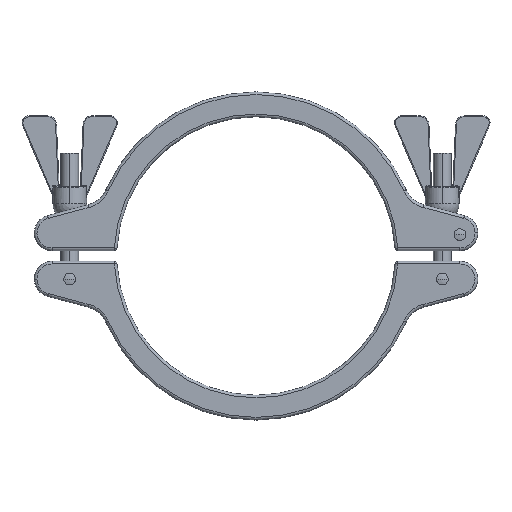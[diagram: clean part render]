
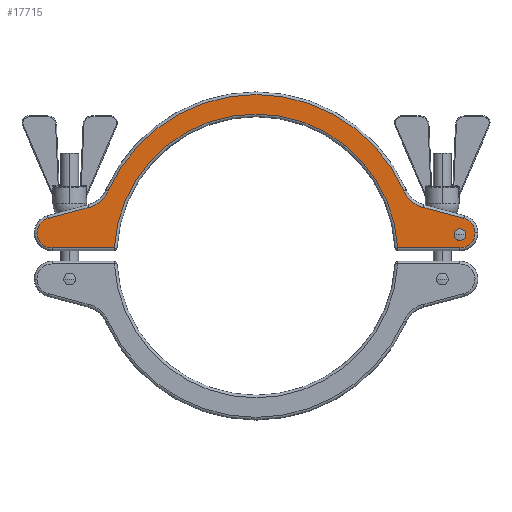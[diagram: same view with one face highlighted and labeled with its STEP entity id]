
A CAD part, top view. The second image highlights one B-rep face of the part: STEP entity #17715.
In plain terms, the highlighted planar face has unit normal (0, 0, 1).
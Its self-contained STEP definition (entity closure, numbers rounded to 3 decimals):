
#66 = DIRECTION ( 'NONE',  ( 0., 0., 1. ) ) ;
#174 = CARTESIAN_POINT ( 'NONE',  ( 111.7, 12., 12. ) ) ;
#566 = AXIS2_PLACEMENT_3D ( 'NONE', #3553, #17887, #9468 ) ;
#694 = CARTESIAN_POINT ( 'NONE',  ( 118.3, 12., 12. ) ) ;
#788 = ORIENTED_EDGE ( 'NONE', *, *, #5004, .T. ) ;
#1108 = CARTESIAN_POINT ( 'NONE',  ( 115., 12., 12. ) ) ;
#1250 = VERTEX_POINT ( 'NONE', #7897 ) ;
#1264 = VERTEX_POINT ( 'NONE', #13717 ) ;
#1291 = CIRCLE ( 'NONE', #12404, 91. ) ;
#1351 = ORIENTED_EDGE ( 'NONE', *, *, #12654, .T. ) ;
#1612 = VECTOR ( 'NONE', #6047, 1000. ) ;
#1618 = EDGE_LOOP ( 'NONE', ( #10213, #4872, #5441, #788, #11812, #5510, #1351, #6579, #8867, #4750, #5336 ) ) ;
#1803 = CARTESIAN_POINT ( 'NONE',  ( -94.108, 27.398, 12. ) ) ;
#2062 = CIRCLE ( 'NONE', #13765, 8.5 ) ;
#2152 = CARTESIAN_POINT ( 'NONE',  ( 0., 0., 12. ) ) ;
#2581 = CARTESIAN_POINT ( 'NONE',  ( -79.873, 4.5, 12. ) ) ;
#3279 = CARTESIAN_POINT ( 'NONE',  ( -78.443, 4.5, 12. ) ) ;
#3327 = VERTEX_POINT ( 'NONE', #11947 ) ;
#3477 = DIRECTION ( 'NONE',  ( 0., 0., -1. ) ) ;
#3553 = CARTESIAN_POINT ( 'NONE',  ( -98.378, 43.336, 12. ) ) ;
#3570 = CIRCLE ( 'NONE', #11664, 8.5 ) ;
#3692 = DIRECTION ( 'NONE',  ( 0., 0., 1. ) ) ;
#3754 = AXIS2_PLACEMENT_3D ( 'NONE', #4445, #18409, #5574 ) ;
#3770 = CARTESIAN_POINT ( 'NONE',  ( -115., 4.5, 12. ) ) ;
#3941 = VERTEX_POINT ( 'NONE', #3770 ) ;
#4188 = VERTEX_POINT ( 'NONE', #6820 ) ;
#4445 = CARTESIAN_POINT ( 'NONE',  ( 98.378, 43.336, 12. ) ) ;
#4650 = CIRCLE ( 'NONE', #3754, 16.5 ) ;
#4684 = LINE ( 'NONE', #11994, #7817 ) ;
#4717 = VERTEX_POINT ( 'NONE', #10829 ) ;
#4750 = ORIENTED_EDGE ( 'NONE', *, *, #15985, .T. ) ;
#4776 = LINE ( 'NONE', #3279, #6889 ) ;
#4872 = ORIENTED_EDGE ( 'NONE', *, *, #18176, .T. ) ;
#5004 = EDGE_CURVE ( 'NONE', #15327, #4717, #3570, .T. ) ;
#5098 = CARTESIAN_POINT ( 'NONE',  ( 0., 0., 12. ) ) ;
#5232 = VECTOR ( 'NONE', #12637, 1000. ) ;
#5336 = ORIENTED_EDGE ( 'NONE', *, *, #6153, .T. ) ;
#5441 = ORIENTED_EDGE ( 'NONE', *, *, #14733, .T. ) ;
#5510 = ORIENTED_EDGE ( 'NONE', *, *, #11414, .T. ) ;
#5574 = DIRECTION ( 'NONE',  ( 1., 0., 0. ) ) ;
#6047 = DIRECTION ( 'NONE',  ( -0.966, 0.259, 0. ) ) ;
#6153 = EDGE_CURVE ( 'NONE', #1250, #3941, #2062, .T. ) ;
#6502 = PLANE ( 'NONE',  #17205 ) ;
#6579 = ORIENTED_EDGE ( 'NONE', *, *, #17115, .T. ) ;
#6816 = EDGE_CURVE ( 'NONE', #4717, #14980, #16467, .T. ) ;
#6820 = CARTESIAN_POINT ( 'NONE',  ( 94.108, 27.398, 12. ) ) ;
#6889 = VECTOR ( 'NONE', #7596, 1000. ) ;
#7161 = EDGE_CURVE ( 'NONE', #3327, #12856, #14386, .T. ) ;
#7280 = EDGE_LOOP ( 'NONE', ( #7555, #8013 ) ) ;
#7555 = ORIENTED_EDGE ( 'NONE', *, *, #17291, .F. ) ;
#7596 = DIRECTION ( 'NONE',  ( 1., 0., 0. ) ) ;
#7604 = AXIS2_PLACEMENT_3D ( 'NONE', #18047, #16940, #8125 ) ;
#7705 = DIRECTION ( 'NONE',  ( 1., 0., 0. ) ) ;
#7793 = CIRCLE ( 'NONE', #15597, 80. ) ;
#7817 = VECTOR ( 'NONE', #9179, 1000. ) ;
#7897 = CARTESIAN_POINT ( 'NONE',  ( -117.2, 21.21, 12. ) ) ;
#8013 = ORIENTED_EDGE ( 'NONE', *, *, #11777, .F. ) ;
#8125 = DIRECTION ( 'NONE',  ( 1., 0., 0. ) ) ;
#8190 = FACE_OUTER_BOUND ( 'NONE', #1618, .T. ) ;
#8376 = AXIS2_PLACEMENT_3D ( 'NONE', #13577, #9341, #17773 ) ;
#8724 = DIRECTION ( 'NONE',  ( 1., 0., 0. ) ) ;
#8867 = ORIENTED_EDGE ( 'NONE', *, *, #7161, .T. ) ;
#9179 = DIRECTION ( 'NONE',  ( 1., 0., 0. ) ) ;
#9294 = VERTEX_POINT ( 'NONE', #2581 ) ;
#9341 = DIRECTION ( 'NONE',  ( 0., 0., 1. ) ) ;
#9468 = DIRECTION ( 'NONE',  ( 1., 0., 0. ) ) ;
#9542 = CARTESIAN_POINT ( 'NONE',  ( -117.2, 21.21, 12. ) ) ;
#10213 = ORIENTED_EDGE ( 'NONE', *, *, #13843, .T. ) ;
#10335 = CARTESIAN_POINT ( 'NONE',  ( 117.2, 21.21, 12. ) ) ;
#10817 = CARTESIAN_POINT ( 'NONE',  ( 115., 4.5, 12. ) ) ;
#10829 = CARTESIAN_POINT ( 'NONE',  ( 123.5, 13., 12. ) ) ;
#10902 = CARTESIAN_POINT ( 'NONE',  ( 115., 13., 12. ) ) ;
#11221 = VERTEX_POINT ( 'NONE', #694 ) ;
#11277 = VERTEX_POINT ( 'NONE', #18422 ) ;
#11414 = EDGE_CURVE ( 'NONE', #14980, #4188, #11951, .T. ) ;
#11495 = CIRCLE ( 'NONE', #7604, 3.3 ) ;
#11499 = DIRECTION ( 'NONE',  ( 1., 0., 0. ) ) ;
#11664 = AXIS2_PLACEMENT_3D ( 'NONE', #10902, #17826, #7705 ) ;
#11777 = EDGE_CURVE ( 'NONE', #11221, #15016, #14217, .T. ) ;
#11812 = ORIENTED_EDGE ( 'NONE', *, *, #6816, .T. ) ;
#11947 = CARTESIAN_POINT ( 'NONE',  ( -83.278, 36.684, 12. ) ) ;
#11951 = LINE ( 'NONE', #16179, #1612 ) ;
#11994 = CARTESIAN_POINT ( 'NONE',  ( 115., 4.5, 12. ) ) ;
#12404 = AXIS2_PLACEMENT_3D ( 'NONE', #14243, #18519, #11499 ) ;
#12637 = DIRECTION ( 'NONE',  ( -0.966, -0.259, 0. ) ) ;
#12654 = EDGE_CURVE ( 'NONE', #4188, #11277, #4650, .T. ) ;
#12856 = VERTEX_POINT ( 'NONE', #1803 ) ;
#13029 = AXIS2_PLACEMENT_3D ( 'NONE', #1108, #13993, #17164 ) ;
#13577 = CARTESIAN_POINT ( 'NONE',  ( 115., 13., 12. ) ) ;
#13651 = FACE_BOUND ( 'NONE', #7280, .T. ) ;
#13717 = CARTESIAN_POINT ( 'NONE',  ( 79.873, 4.5, 12. ) ) ;
#13765 = AXIS2_PLACEMENT_3D ( 'NONE', #16133, #66, #14553 ) ;
#13843 = EDGE_CURVE ( 'NONE', #3941, #9294, #4776, .T. ) ;
#13993 = DIRECTION ( 'NONE',  ( 0., 0., 1. ) ) ;
#14217 = CIRCLE ( 'NONE', #13029, 3.3 ) ;
#14243 = CARTESIAN_POINT ( 'NONE',  ( 0., 0., 12. ) ) ;
#14386 = CIRCLE ( 'NONE', #566, 16.5 ) ;
#14553 = DIRECTION ( 'NONE',  ( 1., 0., 0. ) ) ;
#14733 = EDGE_CURVE ( 'NONE', #1264, #15327, #4684, .T. ) ;
#14980 = VERTEX_POINT ( 'NONE', #10335 ) ;
#15016 = VERTEX_POINT ( 'NONE', #174 ) ;
#15327 = VERTEX_POINT ( 'NONE', #10817 ) ;
#15597 = AXIS2_PLACEMENT_3D ( 'NONE', #2152, #3477, #17815 ) ;
#15985 = EDGE_CURVE ( 'NONE', #12856, #1250, #18240, .T. ) ;
#16133 = CARTESIAN_POINT ( 'NONE',  ( -115., 13., 12. ) ) ;
#16179 = CARTESIAN_POINT ( 'NONE',  ( 94.108, 27.398, 12. ) ) ;
#16467 = CIRCLE ( 'NONE', #8376, 8.5 ) ;
#16940 = DIRECTION ( 'NONE',  ( 0., 0., 1. ) ) ;
#17115 = EDGE_CURVE ( 'NONE', #11277, #3327, #1291, .T. ) ;
#17164 = DIRECTION ( 'NONE',  ( 1., 0., 0. ) ) ;
#17205 = AXIS2_PLACEMENT_3D ( 'NONE', #5098, #3692, #8724 ) ;
#17291 = EDGE_CURVE ( 'NONE', #15016, #11221, #11495, .T. ) ;
#17715 = ADVANCED_FACE ( 'NONE', ( #8190, #13651 ), #6502, .T. ) ;
#17773 = DIRECTION ( 'NONE',  ( 1., 0., 0. ) ) ;
#17815 = DIRECTION ( 'NONE',  ( 1., 0., 0. ) ) ;
#17826 = DIRECTION ( 'NONE',  ( 0., 0., 1. ) ) ;
#17887 = DIRECTION ( 'NONE',  ( 0., 0., -1. ) ) ;
#18047 = CARTESIAN_POINT ( 'NONE',  ( 115., 12., 12. ) ) ;
#18176 = EDGE_CURVE ( 'NONE', #9294, #1264, #7793, .T. ) ;
#18240 = LINE ( 'NONE', #9542, #5232 ) ;
#18409 = DIRECTION ( 'NONE',  ( 0., 0., -1. ) ) ;
#18422 = CARTESIAN_POINT ( 'NONE',  ( 83.278, 36.684, 12. ) ) ;
#18519 = DIRECTION ( 'NONE',  ( 0., 0., 1. ) ) ;
